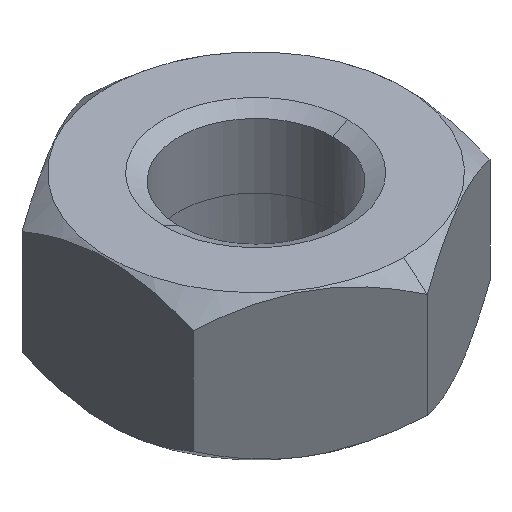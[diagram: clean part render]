
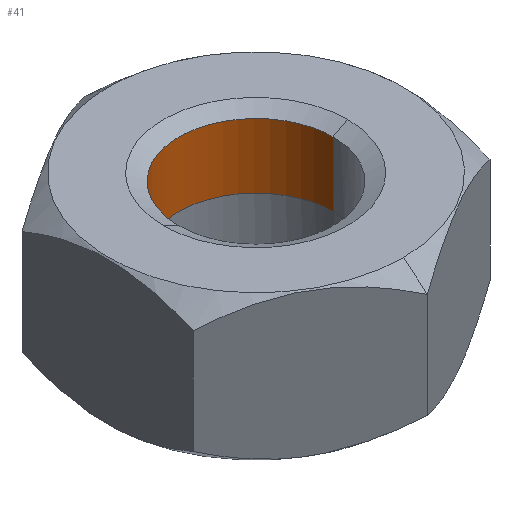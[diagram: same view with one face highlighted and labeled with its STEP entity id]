
A CAD part, isometric view. The second image highlights one B-rep face of the part: STEP entity #41.
In plain terms, the highlighted free-form (B-spline) face has degree [1, 2] with [2, 5] control points.
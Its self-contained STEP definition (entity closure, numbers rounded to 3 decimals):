
#41=ADVANCED_FACE('',(#61),#602,.T.);
#61=FACE_OUTER_BOUND('',#83,.T.);
#83=EDGE_LOOP('',(#154,#155,#156,#157));
#154=ORIENTED_EDGE('',*,*,#430,.F.);
#155=ORIENTED_EDGE('',*,*,#461,.T.);
#156=ORIENTED_EDGE('',*,*,#428,.F.);
#157=ORIENTED_EDGE('',*,*,#431,.F.);
#177=(
BOUNDED_CURVE()
B_SPLINE_CURVE(1,(#996,#997),.UNSPECIFIED.,.F.,.F.)
B_SPLINE_CURVE_WITH_KNOTS((2,2),(0.341,3.15),.UNSPECIFIED.)
CURVE()
GEOMETRIC_REPRESENTATION_ITEM()
RATIONAL_B_SPLINE_CURVE((1.,1.))
REPRESENTATION_ITEM('')
);
#179=(
BOUNDED_CURVE()
B_SPLINE_CURVE(1,(#1007,#1008),.UNSPECIFIED.,.F.,.F.)
B_SPLINE_CURVE_WITH_KNOTS((2,2),(-3.15,-0.341),
 .UNSPECIFIED.)
CURVE()
GEOMETRIC_REPRESENTATION_ITEM()
RATIONAL_B_SPLINE_CURVE((1.,1.))
REPRESENTATION_ITEM('')
);
#180=(
BOUNDED_CURVE()
B_SPLINE_CURVE(2,(#1011,#1012,#1013,#1014,#1015),.UNSPECIFIED.,.F.,.F.)
B_SPLINE_CURVE_WITH_KNOTS((3,2,3),(100.591,105.853,111.115),
 .UNSPECIFIED.)
CURVE()
GEOMETRIC_REPRESENTATION_ITEM()
RATIONAL_B_SPLINE_CURVE((1.,0.707,1.,0.707,1.))
REPRESENTATION_ITEM('')
);
#197=(
BOUNDED_CURVE()
B_SPLINE_CURVE(2,(#1565,#1566,#1567,#1568,#1569),.UNSPECIFIED.,.F.,.F.)
B_SPLINE_CURVE_WITH_KNOTS((3,2,3),(100.591,105.853,111.115),
 .UNSPECIFIED.)
CURVE()
GEOMETRIC_REPRESENTATION_ITEM()
RATIONAL_B_SPLINE_CURVE((1.,0.707,1.,0.707,1.))
REPRESENTATION_ITEM('')
);
#209=PCURVE('',#598,#297);
#211=PCURVE('',#598,#299);
#212=PCURVE('',#599,#300);
#264=PCURVE('',#602,#352);
#265=PCURVE('',#602,#353);
#266=PCURVE('',#602,#354);
#267=PCURVE('',#602,#355);
#278=PCURVE('',#605,#366);
#297=DEFINITIONAL_REPRESENTATION('',(#482),#1643);
#299=DEFINITIONAL_REPRESENTATION('',(#484),#1643);
#300=DEFINITIONAL_REPRESENTATION('',(#485),#1643);
#352=DEFINITIONAL_REPRESENTATION('',(#550),#1643);
#353=DEFINITIONAL_REPRESENTATION('',(#551),#1643);
#354=DEFINITIONAL_REPRESENTATION('',(#552),#1643);
#355=DEFINITIONAL_REPRESENTATION('',(#553),#1643);
#366=DEFINITIONAL_REPRESENTATION('',(#564),#1643);
#384=SURFACE_CURVE('',#177,(#209,#266),.PCURVE_S1.);
#386=SURFACE_CURVE('',#179,(#211,#264),.PCURVE_S1.);
#387=SURFACE_CURVE('',#180,(#212,#267),.PCURVE_S1.);
#417=SURFACE_CURVE('',#197,(#265,#278),.PCURVE_S1.);
#428=EDGE_CURVE('',#577,#576,#384,.T.);
#430=EDGE_CURVE('',#593,#592,#386,.T.);
#431=EDGE_CURVE('',#592,#577,#387,.T.);
#461=EDGE_CURVE('',#593,#576,#417,.T.);
#482=B_SPLINE_CURVE_WITH_KNOTS('',1,(#998,#999),.UNSPECIFIED.,.F.,.F.,(2,
2),(0.341,3.15),.UNSPECIFIED.);
#484=B_SPLINE_CURVE_WITH_KNOTS('',1,(#1009,#1010),.UNSPECIFIED.,.F.,.F.,
(2,2),(-3.15,-0.341),.UNSPECIFIED.);
#485=B_SPLINE_CURVE_WITH_KNOTS('',1,(#1016,#1017),.UNSPECIFIED.,.F.,.F.,
(2,2),(100.591,111.115),.UNSPECIFIED.);
#550=B_SPLINE_CURVE_WITH_KNOTS('',1,(#1563,#1564),.UNSPECIFIED.,.F.,.F.,
(2,2),(-3.15,-0.341),.UNSPECIFIED.);
#551=B_SPLINE_CURVE_WITH_KNOTS('',1,(#1570,#1571),.UNSPECIFIED.,.F.,.F.,
(2,2),(100.591,111.115),.UNSPECIFIED.);
#552=B_SPLINE_CURVE_WITH_KNOTS('',1,(#1572,#1573),.UNSPECIFIED.,.F.,.F.,
(2,2),(0.341,3.15),.UNSPECIFIED.);
#553=B_SPLINE_CURVE_WITH_KNOTS('',1,(#1574,#1575),.UNSPECIFIED.,.F.,.F.,
(2,2),(100.591,111.115),.UNSPECIFIED.);
#564=B_SPLINE_CURVE_WITH_KNOTS('',1,(#1596,#1597),.UNSPECIFIED.,.F.,.F.,
(2,2),(100.591,111.115),.UNSPECIFIED.);
#576=VERTEX_POINT('',#824);
#577=VERTEX_POINT('',#825);
#592=VERTEX_POINT('',#840);
#593=VERTEX_POINT('',#841);
#598=(
BOUNDED_SURFACE()
B_SPLINE_SURFACE(1,2,((#664,#665,#666,#667,#668),(#669,#670,#671,#672,#673)),
 .UNSPECIFIED.,.F.,.F.,.F.)
B_SPLINE_SURFACE_WITH_KNOTS((2,2),(3,2,3),(0.,6.3),(90.067,95.329,
100.591),.UNSPECIFIED.)
GEOMETRIC_REPRESENTATION_ITEM()
RATIONAL_B_SPLINE_SURFACE(((1.,0.707,1.,0.707,1.),
(1.,0.707,1.,0.707,1.)))
REPRESENTATION_ITEM('')
SURFACE()
);
#599=(
BOUNDED_SURFACE()
B_SPLINE_SURFACE(2,1,((#674,#675),(#676,#677),(#678,#679),(#680,#681),(#682,
#683)),.UNSPECIFIED.,.F.,.F.,.F.)
B_SPLINE_SURFACE_WITH_KNOTS((3,2,3),(2,2),(-12.566,-6.283,
0.),(0.,0.991),.UNSPECIFIED.)
GEOMETRIC_REPRESENTATION_ITEM()
RATIONAL_B_SPLINE_SURFACE(((1.,1.),(0.707,0.707),
(1.,1.),(0.707,0.707),(1.,1.)))
REPRESENTATION_ITEM('')
SURFACE()
);
#602=(
BOUNDED_SURFACE()
B_SPLINE_SURFACE(1,2,((#764,#765,#766,#767,#768),(#769,#770,#771,#772,#773)),
 .UNSPECIFIED.,.F.,.F.,.F.)
B_SPLINE_SURFACE_WITH_KNOTS((2,2),(3,2,3),(0.,6.3),(100.591,105.853,
111.115),.UNSPECIFIED.)
GEOMETRIC_REPRESENTATION_ITEM()
RATIONAL_B_SPLINE_SURFACE(((1.,0.707,1.,0.707,1.),
(1.,0.707,1.,0.707,1.)))
REPRESENTATION_ITEM('')
SURFACE()
);
#605=(
BOUNDED_SURFACE()
B_SPLINE_SURFACE(2,1,((#794,#795),(#796,#797),(#798,#799),(#800,#801),(#802,
#803)),.UNSPECIFIED.,.F.,.F.,.F.)
B_SPLINE_SURFACE_WITH_KNOTS((3,2,3),(2,2),(100.591,105.853,
111.115),(0.,6.3),.UNSPECIFIED.)
GEOMETRIC_REPRESENTATION_ITEM()
RATIONAL_B_SPLINE_SURFACE(((1.,1.),(0.707,0.707),
(1.,1.),(0.707,0.707),(1.,1.)))
REPRESENTATION_ITEM('')
SURFACE()
);
#664=CARTESIAN_POINT('',(3.35,0.,3.15));
#665=CARTESIAN_POINT('',(3.35,-3.35,3.15));
#666=CARTESIAN_POINT('',(0.,-3.35,3.15));
#667=CARTESIAN_POINT('',(-3.35,-3.35,3.15));
#668=CARTESIAN_POINT('',(-3.35,0.,3.15));
#669=CARTESIAN_POINT('',(3.35,0.,-3.15));
#670=CARTESIAN_POINT('',(3.35,-3.35,-3.15));
#671=CARTESIAN_POINT('',(0.,-3.35,-3.15));
#672=CARTESIAN_POINT('',(-3.35,-3.35,-3.15));
#673=CARTESIAN_POINT('',(-3.35,0.,-3.15));
#674=CARTESIAN_POINT('',(-3.35,0.,2.809));
#675=CARTESIAN_POINT('',(-4.016,0.,3.15));
#676=CARTESIAN_POINT('',(-3.35,3.35,2.809));
#677=CARTESIAN_POINT('',(-4.016,4.,3.15));
#678=CARTESIAN_POINT('',(0.,3.35,2.809));
#679=CARTESIAN_POINT('',(-0.016,4.,3.15));
#680=CARTESIAN_POINT('',(3.35,3.35,2.809));
#681=CARTESIAN_POINT('',(3.984,4.,3.15));
#682=CARTESIAN_POINT('',(3.35,0.,2.809));
#683=CARTESIAN_POINT('',(3.984,0.,3.15));
#764=CARTESIAN_POINT('',(-3.35,0.,3.15));
#765=CARTESIAN_POINT('',(-3.35,3.35,3.15));
#766=CARTESIAN_POINT('',(0.,3.35,3.15));
#767=CARTESIAN_POINT('',(3.35,3.35,3.15));
#768=CARTESIAN_POINT('',(3.35,0.,3.15));
#769=CARTESIAN_POINT('',(-3.35,0.,-3.15));
#770=CARTESIAN_POINT('',(-3.35,3.35,-3.15));
#771=CARTESIAN_POINT('',(0.,3.35,-3.15));
#772=CARTESIAN_POINT('',(3.35,3.35,-3.15));
#773=CARTESIAN_POINT('',(3.35,0.,-3.15));
#794=CARTESIAN_POINT('',(-3.35,0.,-3.15));
#795=CARTESIAN_POINT('',(-3.35,0.,3.15));
#796=CARTESIAN_POINT('',(-3.35,3.35,-3.15));
#797=CARTESIAN_POINT('',(-3.35,3.35,3.15));
#798=CARTESIAN_POINT('',(0.,3.35,-3.15));
#799=CARTESIAN_POINT('',(0.,3.35,3.15));
#800=CARTESIAN_POINT('',(3.35,3.35,-3.15));
#801=CARTESIAN_POINT('',(3.35,3.35,3.15));
#802=CARTESIAN_POINT('',(3.35,0.,-3.15));
#803=CARTESIAN_POINT('',(3.35,0.,3.15));
#824=CARTESIAN_POINT('',(3.35,0.,0.));
#825=CARTESIAN_POINT('',(3.35,0.,2.809));
#840=CARTESIAN_POINT('',(-3.35,0.,2.809));
#841=CARTESIAN_POINT('',(-3.35,0.,0.));
#996=CARTESIAN_POINT('',(3.35,0.,2.809));
#997=CARTESIAN_POINT('',(3.35,0.,0.));
#998=CARTESIAN_POINT('',(0.341,90.067));
#999=CARTESIAN_POINT('',(3.15,90.067));
#1007=CARTESIAN_POINT('',(-3.35,0.,0.));
#1008=CARTESIAN_POINT('',(-3.35,0.,2.809));
#1009=CARTESIAN_POINT('',(3.15,100.591));
#1010=CARTESIAN_POINT('',(0.341,100.591));
#1011=CARTESIAN_POINT('',(-3.35,0.,2.809));
#1012=CARTESIAN_POINT('',(-3.35,3.35,2.809));
#1013=CARTESIAN_POINT('',(0.,3.35,2.809));
#1014=CARTESIAN_POINT('',(3.35,3.35,2.809));
#1015=CARTESIAN_POINT('',(3.35,0.,2.809));
#1016=CARTESIAN_POINT('',(-12.566,0.));
#1017=CARTESIAN_POINT('',(0.,0.));
#1563=CARTESIAN_POINT('',(3.15,100.591));
#1564=CARTESIAN_POINT('',(0.341,100.591));
#1565=CARTESIAN_POINT('',(-3.35,0.,0.));
#1566=CARTESIAN_POINT('',(-3.35,3.35,0.));
#1567=CARTESIAN_POINT('',(0.,3.35,0.));
#1568=CARTESIAN_POINT('',(3.35,3.35,0.));
#1569=CARTESIAN_POINT('',(3.35,0.,0.));
#1570=CARTESIAN_POINT('',(3.15,100.591));
#1571=CARTESIAN_POINT('',(3.15,111.115));
#1572=CARTESIAN_POINT('',(0.341,111.115));
#1573=CARTESIAN_POINT('',(3.15,111.115));
#1574=CARTESIAN_POINT('',(0.341,100.591));
#1575=CARTESIAN_POINT('',(0.341,111.115));
#1596=CARTESIAN_POINT('',(100.591,3.15));
#1597=CARTESIAN_POINT('',(111.115,3.15));
#1643=(
GEOMETRIC_REPRESENTATION_CONTEXT(2)
PARAMETRIC_REPRESENTATION_CONTEXT()
REPRESENTATION_CONTEXT('pspace','')
);
